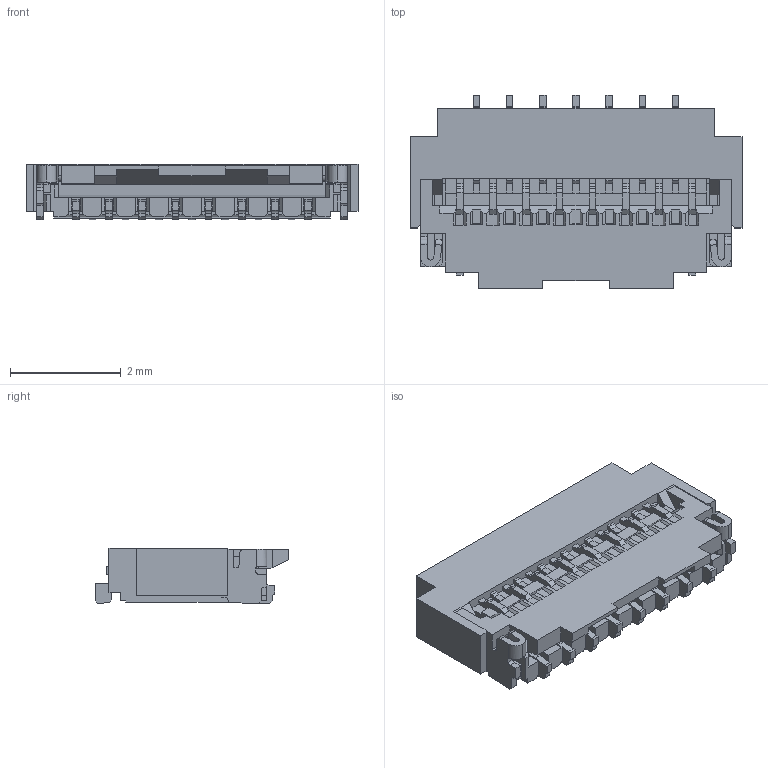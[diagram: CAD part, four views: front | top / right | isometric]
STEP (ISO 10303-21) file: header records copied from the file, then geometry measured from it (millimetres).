
FILE_DESCRIPTION(('FreeCAD Model'),'2;1');
FILE_NAME('Open CASCADE Shape Model','2022-09-15T22:34:46',(''),(''), 'Open CASCADE STEP processor 7.6','FreeCAD','Unknown');
FILE_SCHEMA(('AUTOMOTIVE_DESIGN { 1 0 10303 214 1 1 1 1 }'));
Length unit declared in the file: millimetre
Products named in the file (3): Unnamed; FH26W_cWJx[Xf_15c; FH26W-15S
Assembly tree (3 placements, depth 3):
  Unnamed
    FH26W_cWJx[Xf_15c
    FH26W-15S
      FH26W_cWJx[Xf_15c
Bounding box: 6 x 3.5 x 1 mm (x, y, z)
Surface area: 174.7 mm2
Topology: 2 solids, 2 shells, 1382 faces, 4080 edges, 2692 vertices
Faces by surface type: plane 1196, cylinder 186
Entity records: 54661 total; most frequent: CARTESIAN_POINT 9043, DIRECTION 7569, LINE 5730, VECTOR 5730, ORIENTED_EDGE 4080, PCURVE 4080, DEFINITIONAL_REPRESENTATION 4080, EDGE_CURVE 2040
